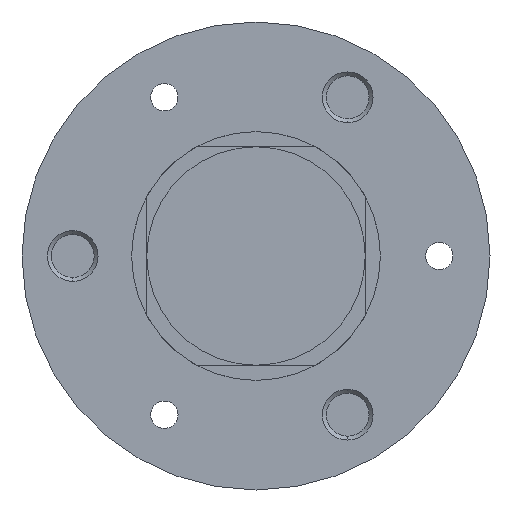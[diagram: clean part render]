
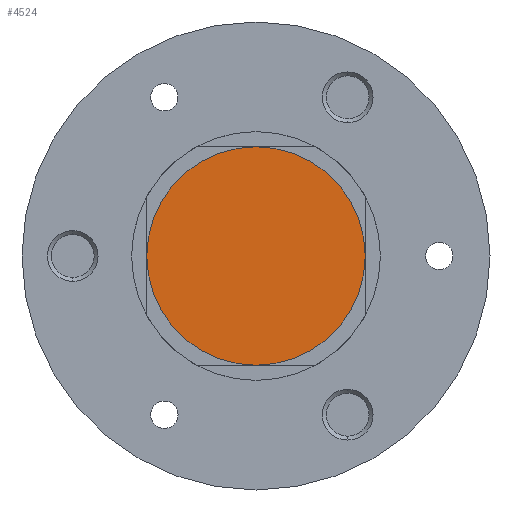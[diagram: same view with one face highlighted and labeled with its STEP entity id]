
A CAD part, front view. The second image highlights one B-rep face of the part: STEP entity #4524.
In plain terms, the highlighted planar face has unit normal (0, -1, 0).
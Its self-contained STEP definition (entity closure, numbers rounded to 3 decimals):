
#81 = CARTESIAN_POINT ( 'NONE',  ( 0., 8., 0. ) ) ;
#538 = ORIENTED_EDGE ( 'NONE', *, *, #1819, .T. ) ;
#763 = FACE_OUTER_BOUND ( 'NONE', #3981, .T. ) ;
#888 = DIRECTION ( 'NONE',  ( 0., -1., 0. ) ) ;
#1153 = DIRECTION ( 'NONE',  ( 0., -1., 0. ) ) ;
#1368 = CARTESIAN_POINT ( 'NONE',  ( 0., 8., 14. ) ) ;
#1393 = AXIS2_PLACEMENT_3D ( 'NONE', #81, #1551, #3031 ) ;
#1551 = DIRECTION ( 'NONE',  ( 0., -1., 0. ) ) ;
#1552 = CIRCLE ( 'NONE', #1393, 14. ) ;
#1619 = CIRCLE ( 'NONE', #3650, 14. ) ;
#1701 = EDGE_CURVE ( 'NONE', #4635, #2584, #1552, .T. ) ;
#1819 = EDGE_CURVE ( 'NONE', #2584, #4635, #1619, .T. ) ;
#2236 = PLANE ( 'NONE',  #3183 ) ;
#2361 = CARTESIAN_POINT ( 'NONE',  ( 0., 8., 0. ) ) ;
#2584 = VERTEX_POINT ( 'NONE', #1368 ) ;
#3031 = DIRECTION ( 'NONE',  ( 0., 0., -1. ) ) ;
#3183 = AXIS2_PLACEMENT_3D ( 'NONE', #4166, #1153, #3737 ) ;
#3650 = AXIS2_PLACEMENT_3D ( 'NONE', #2361, #888, #4686 ) ;
#3737 = DIRECTION ( 'NONE',  ( 0., 0., -1. ) ) ;
#3876 = CARTESIAN_POINT ( 'NONE',  ( 0., 8., -14. ) ) ;
#3981 = EDGE_LOOP ( 'NONE', ( #4819, #538 ) ) ;
#4166 = CARTESIAN_POINT ( 'NONE',  ( 0., 8., 0. ) ) ;
#4524 = ADVANCED_FACE ( 'NONE', ( #763 ), #2236, .T. ) ;
#4635 = VERTEX_POINT ( 'NONE', #3876 ) ;
#4686 = DIRECTION ( 'NONE',  ( 0., 0., -1. ) ) ;
#4819 = ORIENTED_EDGE ( 'NONE', *, *, #1701, .T. ) ;
